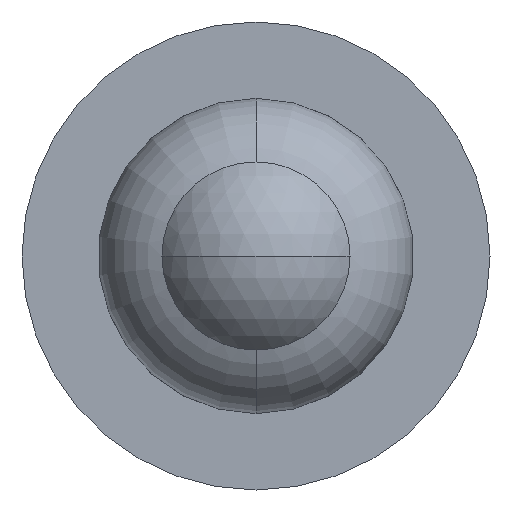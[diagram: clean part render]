
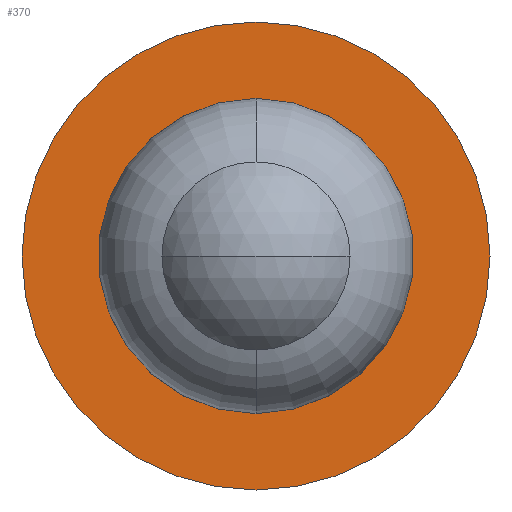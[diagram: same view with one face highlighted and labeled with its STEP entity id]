
A CAD part, front view. The second image highlights one B-rep face of the part: STEP entity #370.
In plain terms, the highlighted planar face has unit normal (0, -1, 0).
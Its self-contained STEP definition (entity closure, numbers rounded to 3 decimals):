
#1 = DIRECTION ( 'NONE',  ( 0., -1., 0. ) ) ;
#2 = DIRECTION ( 'NONE',  ( 0., 0., -1. ) ) ;
#17 = AXIS2_PLACEMENT_3D ( 'NONE', #344, #342, #339 ) ;
#19 = VERTEX_POINT ( 'NONE', #97 ) ;
#33 = VERTEX_POINT ( 'NONE', #275 ) ;
#39 = CARTESIAN_POINT ( 'NONE',  ( 0., 7.2, 0. ) ) ;
#43 = DIRECTION ( 'NONE',  ( 0., -1., 0. ) ) ;
#48 = DIRECTION ( 'NONE',  ( 0., 0., -1. ) ) ;
#50 = CARTESIAN_POINT ( 'NONE',  ( 0., 7.2, 5.04 ) ) ;
#61 = AXIS2_PLACEMENT_3D ( 'NONE', #286, #1, #2 ) ;
#64 = EDGE_CURVE ( 'NONE', #19, #208, #350, .T. ) ;
#73 = FACE_BOUND ( 'NONE', #227, .T. ) ;
#78 = CARTESIAN_POINT ( 'NONE',  ( 0., 7.2, 0. ) ) ;
#81 = DIRECTION ( 'NONE',  ( 0., -1., 0. ) ) ;
#82 = DIRECTION ( 'NONE',  ( 0., 0., -1. ) ) ;
#83 = EDGE_CURVE ( 'NONE', #208, #19, #267, .T. ) ;
#87 = CARTESIAN_POINT ( 'NONE',  ( 0., 7.2, 2.49 ) ) ;
#89 = ORIENTED_EDGE ( 'NONE', *, *, #129, .F. ) ;
#97 = CARTESIAN_POINT ( 'NONE',  ( 0., 7.2, -5.04 ) ) ;
#108 = FACE_OUTER_BOUND ( 'NONE', #153, .T. ) ;
#126 = AXIS2_PLACEMENT_3D ( 'NONE', #39, #43, #48 ) ;
#129 = EDGE_CURVE ( 'NONE', #189, #33, #319, .T. ) ;
#140 = ORIENTED_EDGE ( 'NONE', *, *, #64, .T. ) ;
#142 = EDGE_CURVE ( 'NONE', #33, #189, #299, .T. ) ;
#143 = AXIS2_PLACEMENT_3D ( 'NONE', #78, #81, #82 ) ;
#145 = ORIENTED_EDGE ( 'NONE', *, *, #83, .T. ) ;
#153 = EDGE_LOOP ( 'NONE', ( #140, #145 ) ) ;
#189 = VERTEX_POINT ( 'NONE', #87 ) ;
#208 = VERTEX_POINT ( 'NONE', #50 ) ;
#227 = EDGE_LOOP ( 'NONE', ( #239, #89 ) ) ;
#233 = AXIS2_PLACEMENT_3D ( 'NONE', #307, #316, #317 ) ;
#239 = ORIENTED_EDGE ( 'NONE', *, *, #142, .F. ) ;
#267 = CIRCLE ( 'NONE', #61, 5.04 ) ;
#275 = CARTESIAN_POINT ( 'NONE',  ( 0., 7.2, -2.49 ) ) ;
#286 = CARTESIAN_POINT ( 'NONE',  ( 0., 7.2, 0. ) ) ;
#299 = CIRCLE ( 'NONE', #143, 2.49 ) ;
#300 = PLANE ( 'NONE',  #233 ) ;
#307 = CARTESIAN_POINT ( 'NONE',  ( 2.49, 7.2, 0. ) ) ;
#316 = DIRECTION ( 'NONE',  ( 0., -1., 0. ) ) ;
#317 = DIRECTION ( 'NONE',  ( 0., 0., -1. ) ) ;
#319 = CIRCLE ( 'NONE', #126, 2.49 ) ;
#339 = DIRECTION ( 'NONE',  ( 0., 0., -1. ) ) ;
#342 = DIRECTION ( 'NONE',  ( 0., -1., 0. ) ) ;
#344 = CARTESIAN_POINT ( 'NONE',  ( 0., 7.2, 0. ) ) ;
#350 = CIRCLE ( 'NONE', #17, 5.04 ) ;
#370 = ADVANCED_FACE ( 'NONE', ( #108, #73 ), #300, .T. ) ;
